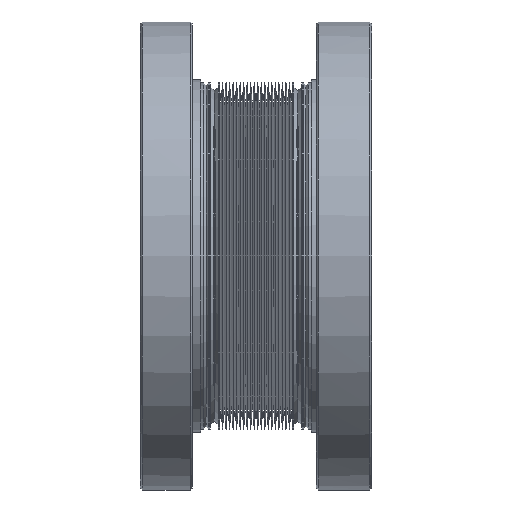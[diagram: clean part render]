
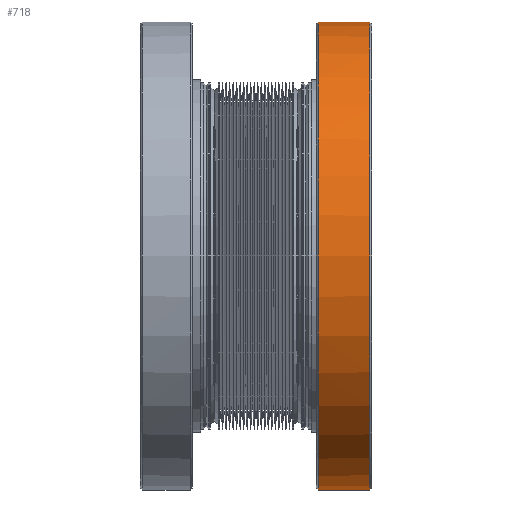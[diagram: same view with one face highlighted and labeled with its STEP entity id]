
A CAD part, front view. The second image highlights one B-rep face of the part: STEP entity #718.
In plain terms, the highlighted cylindrical face has radius 101.2 mm (diameter 202.4 mm), a partial arc.
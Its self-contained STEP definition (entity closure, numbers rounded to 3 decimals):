
#718=ADVANCED_FACE('',(#4685),#4684,.T.);
#4684=CYLINDRICAL_SURFACE('',#8189,101.2);
#4685=FACE_OUTER_BOUND('',#8190,.T.);
#8186=CARTESIAN_POINT('',(0.,0.,0.));
#8187=DIRECTION('',(1.,0.,0.));
#8188=DIRECTION('',(0.,0.,1.));
#8189=AXIS2_PLACEMENT_3D('',#8186,#8187,#8188);
#8190=EDGE_LOOP('',(#10120,#10121,#10122,#10123,#10124,#10125,#10126,#10127));
#10120=ORIENTED_EDGE('',*,*,#11062,.F.);
#10121=ORIENTED_EDGE('',*,*,#10939,.T.);
#10122=ORIENTED_EDGE('',*,*,#10980,.T.);
#10123=ORIENTED_EDGE('',*,*,#10932,.T.);
#10124=ORIENTED_EDGE('',*,*,#10945,.F.);
#10125=ORIENTED_EDGE('',*,*,#11114,.F.);
#10126=ORIENTED_EDGE('',*,*,#11113,.F.);
#10127=ORIENTED_EDGE('',*,*,#11115,.T.);
#10932=EDGE_CURVE('',#15973,#15966,#15974,.T.);
#10939=EDGE_CURVE('',#16021,#16022,#16023,.T.);
#10945=EDGE_CURVE('',#16056,#15966,#16063,.T.);
#10980=EDGE_CURVE('',#16022,#15973,#16304,.T.);
#11062=EDGE_CURVE('',#16021,#16874,#16875,.T.);
#11113=EDGE_CURVE('',#17165,#17164,#17184,.T.);
#11114=EDGE_CURVE('',#17164,#16056,#17190,.T.);
#11115=EDGE_CURVE('',#17165,#16874,#17196,.T.);
#15966=VERTEX_POINT('',#20174);
#15973=VERTEX_POINT('',#20178);
#15974=LINE('',#20179,#20180);
#16021=VERTEX_POINT('',#20207);
#16022=VERTEX_POINT('',#20208);
#16023=LINE('',#20209,#20210);
#16056=VERTEX_POINT('',#20228);
#16063=CIRCLE('',#20236,101.2);
#16304=CIRCLE('',#20407,101.2);
#16874=VERTEX_POINT('',#20810);
#16875=CIRCLE('',#20814,101.2);
#17164=VERTEX_POINT('',#20916);
#17165=VERTEX_POINT('',#20917);
#17184=CIRCLE('',#20929,101.2);
#17190=(BOUNDED_CURVE() B_SPLINE_CURVE(1,(#20930,#20931),.UNSPECIFIED.,.F.,.F.) B_SPLINE_CURVE_WITH_KNOTS((2,2),(0.083,0.909),.UNSPECIFIED.) CURVE() GEOMETRIC_REPRESENTATION_ITEM() RATIONAL_B_SPLINE_CURVE((1.,1.)) REPRESENTATION_ITEM('') );
#17196=(BOUNDED_CURVE() B_SPLINE_CURVE(1,(#20932,#20933),.UNSPECIFIED.,.F.,.F.) B_SPLINE_CURVE_WITH_KNOTS((2,2),(0.083,0.909),.UNSPECIFIED.) CURVE() GEOMETRIC_REPRESENTATION_ITEM() RATIONAL_B_SPLINE_CURVE((0.75,0.75)) REPRESENTATION_ITEM('') );
#20174=CARTESIAN_POINT('',(-1.,-1.,101.195));
#20178=CARTESIAN_POINT('',(-0.8,-1.,101.195));
#20179=CARTESIAN_POINT('',(-0.8,-1.,101.195));
#20180=VECTOR('',#20181,0.2);
#20181=DIRECTION('',(-1.,0.,0.));
#20207=CARTESIAN_POINT('',(-1.,-1.,-101.195));
#20208=CARTESIAN_POINT('',(-0.8,-1.,-101.195));
#20209=CARTESIAN_POINT('',(-1.,-1.,-101.195));
#20210=VECTOR('',#20211,0.2);
#20211=DIRECTION('',(1.,0.,0.));
#20228=CARTESIAN_POINT('',(-1.,0.,101.2));
#20233=CARTESIAN_POINT('',(-1.,0.,0.));
#20234=DIRECTION('',(1.,0.,0.));
#20235=DIRECTION('',(0.,0.01,1.));
#20236=AXIS2_PLACEMENT_3D('',#20233,#20234,#20235);
#20404=CARTESIAN_POINT('',(-0.8,0.,0.));
#20405=DIRECTION('',(-1.,0.,0.));
#20406=DIRECTION('',(0.,0.,-1.));
#20407=AXIS2_PLACEMENT_3D('',#20404,#20405,#20406);
#20810=CARTESIAN_POINT('',(-1.,0.,-101.2));
#20811=CARTESIAN_POINT('',(-1.,0.,0.));
#20812=DIRECTION('',(1.,0.,0.));
#20813=DIRECTION('',(0.,0.,1.));
#20814=AXIS2_PLACEMENT_3D('',#20811,#20812,#20813);
#20916=CARTESIAN_POINT('',(-23.1,0.,101.2));
#20917=CARTESIAN_POINT('',(-23.1,0.,-101.2));
#20926=CARTESIAN_POINT('',(-23.1,0.,0.));
#20927=DIRECTION('',(-1.,0.,0.));
#20928=DIRECTION('',(0.,0.,1.));
#20929=AXIS2_PLACEMENT_3D('',#20926,#20927,#20928);
#20930=CARTESIAN_POINT('',(-23.1,0.,101.2));
#20931=CARTESIAN_POINT('',(-1.,0.,101.2));
#20932=CARTESIAN_POINT('',(-23.1,0.,-101.2));
#20933=CARTESIAN_POINT('',(-1.,0.,-101.2));
